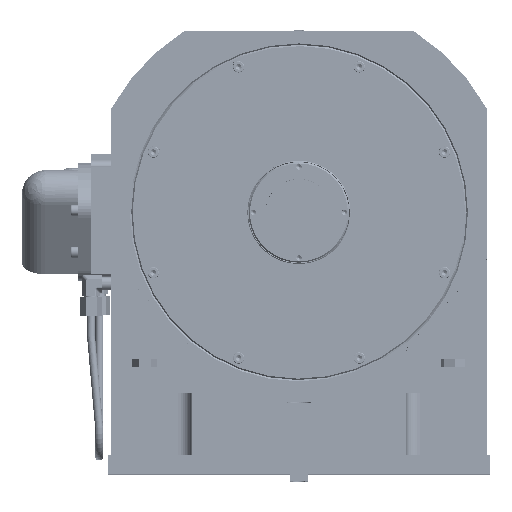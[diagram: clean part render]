
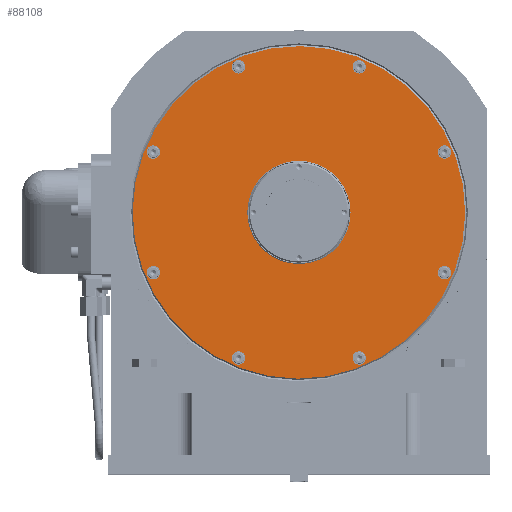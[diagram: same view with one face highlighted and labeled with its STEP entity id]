
A CAD part, top view. The second image highlights one B-rep face of the part: STEP entity #88108.
In plain terms, the highlighted planar face has unit normal (0, 0, 1).
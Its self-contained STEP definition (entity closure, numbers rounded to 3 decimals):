
#4136=FACE_BOUND('',#14186,.T.);
#4137=FACE_BOUND('',#14187,.T.);
#4138=FACE_BOUND('',#14188,.T.);
#4139=FACE_BOUND('',#14189,.T.);
#4140=FACE_BOUND('',#14190,.T.);
#4141=FACE_BOUND('',#14191,.T.);
#4142=FACE_BOUND('',#14192,.T.);
#4143=FACE_BOUND('',#14193,.T.);
#4144=FACE_BOUND('',#14194,.T.);
#6006=PLANE('',#93699);
#9546=FACE_OUTER_BOUND('',#14185,.T.);
#14185=EDGE_LOOP('',(#73157));
#14186=EDGE_LOOP('',(#73158,#73159));
#14187=EDGE_LOOP('',(#73160,#73161));
#14188=EDGE_LOOP('',(#73162,#73163));
#14189=EDGE_LOOP('',(#73164,#73165));
#14190=EDGE_LOOP('',(#73166,#73167));
#14191=EDGE_LOOP('',(#73168,#73169));
#14192=EDGE_LOOP('',(#73170,#73171));
#14193=EDGE_LOOP('',(#73172,#73173));
#14194=EDGE_LOOP('',(#73174,#73175));
#33768=CIRCLE('',#93665,5.);
#33769=CIRCLE('',#93666,5.);
#33773=CIRCLE('',#93672,5.);
#33774=CIRCLE('',#93673,5.);
#33778=CIRCLE('',#93679,5.);
#33779=CIRCLE('',#93680,5.);
#33783=CIRCLE('',#93686,5.);
#33784=CIRCLE('',#93687,5.);
#33788=CIRCLE('',#93693,5.);
#33789=CIRCLE('',#93694,5.);
#33793=CIRCLE('',#93700,124.);
#33794=CIRCLE('',#93701,5.);
#33795=CIRCLE('',#93702,5.);
#33796=CIRCLE('',#93703,5.);
#33797=CIRCLE('',#93704,5.);
#33798=CIRCLE('',#93705,5.);
#33799=CIRCLE('',#93706,5.);
#33800=CIRCLE('',#93707,38.5);
#33801=CIRCLE('',#93708,38.5);
#41587=VERTEX_POINT('',#172445);
#41588=VERTEX_POINT('',#172446);
#41592=VERTEX_POINT('',#172458);
#41593=VERTEX_POINT('',#172459);
#41597=VERTEX_POINT('',#172471);
#41598=VERTEX_POINT('',#172472);
#41602=VERTEX_POINT('',#172484);
#41603=VERTEX_POINT('',#172485);
#41607=VERTEX_POINT('',#172497);
#41608=VERTEX_POINT('',#172498);
#41612=VERTEX_POINT('',#172510);
#41613=VERTEX_POINT('',#172512);
#41614=VERTEX_POINT('',#172513);
#41615=VERTEX_POINT('',#172516);
#41616=VERTEX_POINT('',#172517);
#41617=VERTEX_POINT('',#172520);
#41618=VERTEX_POINT('',#172521);
#41619=VERTEX_POINT('',#172524);
#41620=VERTEX_POINT('',#172525);
#53802=EDGE_CURVE('',#41587,#41588,#33768,.T.);
#53803=EDGE_CURVE('',#41588,#41587,#33769,.T.);
#53808=EDGE_CURVE('',#41592,#41593,#33773,.T.);
#53809=EDGE_CURVE('',#41593,#41592,#33774,.T.);
#53814=EDGE_CURVE('',#41597,#41598,#33778,.T.);
#53815=EDGE_CURVE('',#41598,#41597,#33779,.T.);
#53820=EDGE_CURVE('',#41602,#41603,#33783,.T.);
#53821=EDGE_CURVE('',#41603,#41602,#33784,.T.);
#53826=EDGE_CURVE('',#41607,#41608,#33788,.T.);
#53827=EDGE_CURVE('',#41608,#41607,#33789,.T.);
#53832=EDGE_CURVE('',#41612,#41612,#33793,.T.);
#53833=EDGE_CURVE('',#41613,#41614,#33794,.T.);
#53834=EDGE_CURVE('',#41614,#41613,#33795,.T.);
#53835=EDGE_CURVE('',#41615,#41616,#33796,.T.);
#53836=EDGE_CURVE('',#41616,#41615,#33797,.T.);
#53837=EDGE_CURVE('',#41617,#41618,#33798,.T.);
#53838=EDGE_CURVE('',#41618,#41617,#33799,.T.);
#53839=EDGE_CURVE('',#41619,#41620,#33800,.T.);
#53840=EDGE_CURVE('',#41620,#41619,#33801,.T.);
#73157=ORIENTED_EDGE('',*,*,#53832,.F.);
#73158=ORIENTED_EDGE('',*,*,#53802,.T.);
#73159=ORIENTED_EDGE('',*,*,#53803,.T.);
#73160=ORIENTED_EDGE('',*,*,#53833,.T.);
#73161=ORIENTED_EDGE('',*,*,#53834,.T.);
#73162=ORIENTED_EDGE('',*,*,#53808,.T.);
#73163=ORIENTED_EDGE('',*,*,#53809,.T.);
#73164=ORIENTED_EDGE('',*,*,#53835,.T.);
#73165=ORIENTED_EDGE('',*,*,#53836,.T.);
#73166=ORIENTED_EDGE('',*,*,#53814,.T.);
#73167=ORIENTED_EDGE('',*,*,#53815,.T.);
#73168=ORIENTED_EDGE('',*,*,#53837,.T.);
#73169=ORIENTED_EDGE('',*,*,#53838,.T.);
#73170=ORIENTED_EDGE('',*,*,#53820,.T.);
#73171=ORIENTED_EDGE('',*,*,#53821,.T.);
#73172=ORIENTED_EDGE('',*,*,#53826,.T.);
#73173=ORIENTED_EDGE('',*,*,#53827,.T.);
#73174=ORIENTED_EDGE('',*,*,#53839,.F.);
#73175=ORIENTED_EDGE('',*,*,#53840,.F.);
#88108=ADVANCED_FACE('',(#9546,#4136,#4137,#4138,#4139,#4140,#4141,#4142,
#4143,#4144),#6006,.T.);
#93665=AXIS2_PLACEMENT_3D('',#172447,#109090,#109091);
#93666=AXIS2_PLACEMENT_3D('',#172448,#109092,#109093);
#93672=AXIS2_PLACEMENT_3D('',#172460,#109105,#109106);
#93673=AXIS2_PLACEMENT_3D('',#172461,#109107,#109108);
#93679=AXIS2_PLACEMENT_3D('',#172473,#109120,#109121);
#93680=AXIS2_PLACEMENT_3D('',#172474,#109122,#109123);
#93686=AXIS2_PLACEMENT_3D('',#172486,#109135,#109136);
#93687=AXIS2_PLACEMENT_3D('',#172487,#109137,#109138);
#93693=AXIS2_PLACEMENT_3D('',#172499,#109150,#109151);
#93694=AXIS2_PLACEMENT_3D('',#172500,#109152,#109153);
#93699=AXIS2_PLACEMENT_3D('',#172509,#109163,#109164);
#93700=AXIS2_PLACEMENT_3D('',#172511,#109165,#109166);
#93701=AXIS2_PLACEMENT_3D('',#172514,#109167,#109168);
#93702=AXIS2_PLACEMENT_3D('',#172515,#109169,#109170);
#93703=AXIS2_PLACEMENT_3D('',#172518,#109171,#109172);
#93704=AXIS2_PLACEMENT_3D('',#172519,#109173,#109174);
#93705=AXIS2_PLACEMENT_3D('',#172522,#109175,#109176);
#93706=AXIS2_PLACEMENT_3D('',#172523,#109177,#109178);
#93707=AXIS2_PLACEMENT_3D('',#172526,#109179,#109180);
#93708=AXIS2_PLACEMENT_3D('',#172527,#109181,#109182);
#109090=DIRECTION('center_axis',(0.,0.,
-1.));
#109091=DIRECTION('ref_axis',(0.707,-0.707,0.));
#109092=DIRECTION('center_axis',(0.,0.,
-1.));
#109093=DIRECTION('ref_axis',(0.707,-0.707,0.));
#109105=DIRECTION('center_axis',(0.,0.,
-1.));
#109106=DIRECTION('ref_axis',(-0.707,-0.707,0.));
#109107=DIRECTION('center_axis',(0.,0.,
-1.));
#109108=DIRECTION('ref_axis',(-0.707,-0.707,0.));
#109120=DIRECTION('center_axis',(0.,0.,
-1.));
#109121=DIRECTION('ref_axis',(-0.707,0.707,0.));
#109122=DIRECTION('center_axis',(0.,0.,
-1.));
#109123=DIRECTION('ref_axis',(-0.707,0.707,0.));
#109135=DIRECTION('center_axis',(0.,0.,
-1.));
#109136=DIRECTION('ref_axis',(0.707,0.707,0.));
#109137=DIRECTION('center_axis',(0.,0.,
-1.));
#109138=DIRECTION('ref_axis',(0.707,0.707,0.));
#109150=DIRECTION('center_axis',(0.,0.,
-1.));
#109151=DIRECTION('ref_axis',(1.,0.,0.));
#109152=DIRECTION('center_axis',(0.,0.,
-1.));
#109153=DIRECTION('ref_axis',(1.,0.,0.));
#109163=DIRECTION('center_axis',(0.,0.,
1.));
#109164=DIRECTION('ref_axis',(1.,0.,0.));
#109165=DIRECTION('center_axis',(0.,0.,
-1.));
#109166=DIRECTION('ref_axis',(-0.772,-0.636,0.));
#109167=DIRECTION('center_axis',(0.,0.,
-1.));
#109168=DIRECTION('ref_axis',(0.,-1.,0.));
#109169=DIRECTION('center_axis',(0.,0.,
-1.));
#109170=DIRECTION('ref_axis',(0.,-1.,0.));
#109171=DIRECTION('center_axis',(0.,0.,
-1.));
#109172=DIRECTION('ref_axis',(-1.,0.,0.));
#109173=DIRECTION('center_axis',(0.,0.,
-1.));
#109174=DIRECTION('ref_axis',(-1.,0.,0.));
#109175=DIRECTION('center_axis',(0.,0.,
-1.));
#109176=DIRECTION('ref_axis',(0.,1.,0.));
#109177=DIRECTION('center_axis',(0.,0.,
-1.));
#109178=DIRECTION('ref_axis',(0.,1.,0.));
#109179=DIRECTION('center_axis',(0.,0.,
1.));
#109180=DIRECTION('ref_axis',(-1.,0.,0.));
#109181=DIRECTION('center_axis',(0.,0.,
1.));
#109182=DIRECTION('ref_axis',(-1.,0.,0.));
#172445=CARTESIAN_POINT('',(48.501,105.02,245.));
#172446=CARTESIAN_POINT('',(41.43,112.091,245.));
#172447=CARTESIAN_POINT('Origin',(44.965,108.556,245.));
#172448=CARTESIAN_POINT('Origin',(44.965,108.556,245.));
#172458=CARTESIAN_POINT('',(105.02,-48.501,245.));
#172459=CARTESIAN_POINT('',(112.091,-41.43,245.));
#172460=CARTESIAN_POINT('Origin',(108.556,-44.965,245.));
#172461=CARTESIAN_POINT('Origin',(108.556,-44.965,245.));
#172471=CARTESIAN_POINT('',(-48.501,-105.02,245.));
#172472=CARTESIAN_POINT('',(-41.43,-112.091,245.));
#172473=CARTESIAN_POINT('Origin',(-44.965,-108.556,245.));
#172474=CARTESIAN_POINT('Origin',(-44.965,-108.556,245.));
#172484=CARTESIAN_POINT('',(-105.02,48.501,245.));
#172485=CARTESIAN_POINT('',(-112.091,41.43,245.));
#172486=CARTESIAN_POINT('Origin',(-108.556,44.965,245.));
#172487=CARTESIAN_POINT('Origin',(-108.556,44.965,245.));
#172497=CARTESIAN_POINT('',(-39.965,108.556,245.));
#172498=CARTESIAN_POINT('',(-49.965,108.556,245.));
#172499=CARTESIAN_POINT('Origin',(-44.965,108.556,245.));
#172500=CARTESIAN_POINT('Origin',(-44.965,108.556,245.));
#172509=CARTESIAN_POINT('Origin',(32.691,0.,
245.));
#172510=CARTESIAN_POINT('',(95.689,78.864,245.));
#172511=CARTESIAN_POINT('Origin',(0.,0.,
245.));
#172512=CARTESIAN_POINT('',(108.556,39.965,245.));
#172513=CARTESIAN_POINT('',(108.556,49.965,245.));
#172514=CARTESIAN_POINT('Origin',(108.556,44.965,245.));
#172515=CARTESIAN_POINT('Origin',(108.556,44.965,245.));
#172516=CARTESIAN_POINT('',(39.965,-108.556,245.));
#172517=CARTESIAN_POINT('',(49.965,-108.556,245.));
#172518=CARTESIAN_POINT('Origin',(44.965,-108.556,245.));
#172519=CARTESIAN_POINT('Origin',(44.965,-108.556,245.));
#172520=CARTESIAN_POINT('',(-108.556,-39.965,245.));
#172521=CARTESIAN_POINT('',(-108.556,-49.965,245.));
#172522=CARTESIAN_POINT('Origin',(-108.556,-44.965,245.));
#172523=CARTESIAN_POINT('Origin',(-108.556,-44.965,245.));
#172524=CARTESIAN_POINT('',(38.5,0.,245.));
#172525=CARTESIAN_POINT('',(-38.5,0.,245.));
#172526=CARTESIAN_POINT('Origin',(0.,0.,
245.));
#172527=CARTESIAN_POINT('Origin',(0.,0.,
245.));
